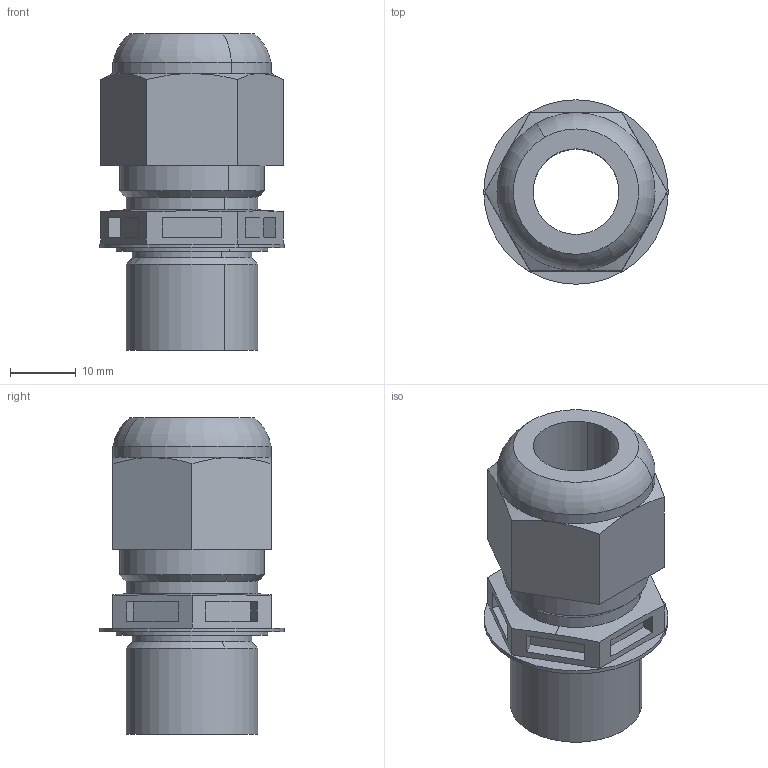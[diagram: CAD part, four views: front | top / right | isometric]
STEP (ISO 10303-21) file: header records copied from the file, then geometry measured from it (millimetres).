
FILE_DESCRIPTION(('Creo Elements/Direct Modeling STEP Export'),'2;1');
FILE_NAME('model.stp','2020-05-28T12:31:54',(''),(''),'Creo Elements/Direct Modeling STEP processor for AP214 (Solid Model)','Creo Elements/Direct Modeling 20.1A 29-Sep-2018 (C) Parametric Technology GmbH','');
FILE_SCHEMA(('AUTOMOTIVE_DESIGN { 1 0 10303 214 1 1 1 1 }'));
Length unit declared in the file: millimetre
Products named in the file (2): G_ESIS_M20_S68L_PEPDS_BL-select
Assembly tree (1 placements, depth 2):
  G_ESIS_M20_S68L_PEPDS_BL-select
    G_ESIS_M20_S68L_PEPDS_BL-select
Bounding box: 28 x 28 x 48 mm (x, y, z)
Volume: 12889.8 mm3; surface area: 6964.2 mm2
Topology: 1 solids, 1 shells, 78 faces, 190 edges, 124 vertices
Faces by surface type: plane 48, cylinder 16, cone 12, torus 2
Entity records: 2952 total; most frequent: CARTESIAN_POINT 531, ORIENTED_EDGE 380, DIRECTION 328, EDGE_CURVE 190, VERTEX_POINT 124, VECTOR 118, LINE 118, AXIS2_PLACEMENT_3D 105
